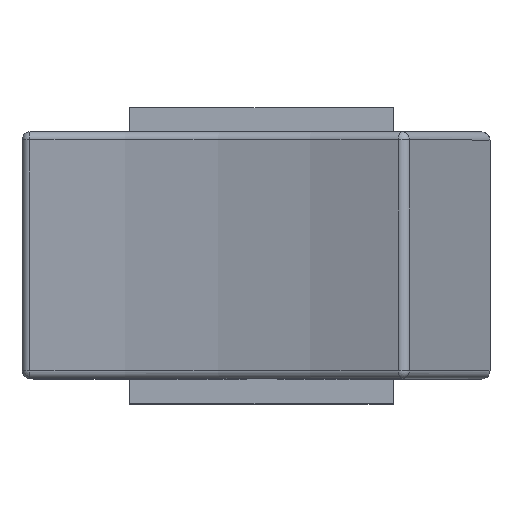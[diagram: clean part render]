
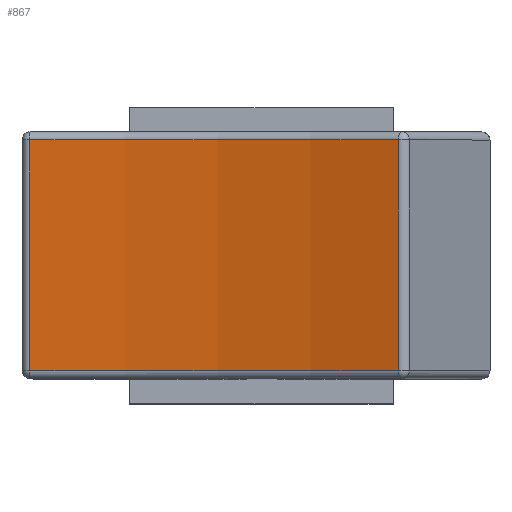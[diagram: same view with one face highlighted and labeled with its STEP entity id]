
A CAD part, top view. The second image highlights one B-rep face of the part: STEP entity #867.
In plain terms, the highlighted cylindrical face has radius 31.115 mm (diameter 62.23 mm), a partial arc.
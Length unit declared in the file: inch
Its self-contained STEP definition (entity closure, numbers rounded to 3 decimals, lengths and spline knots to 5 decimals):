
#315=CARTESIAN_POINT('',(0.16631,0.14016,0.75516));
#316=VERTEX_POINT('',#315);
#352=CARTESIAN_POINT('',(0.16631,-0.14016,0.75516));
#353=VERTEX_POINT('',#352);
#396=CARTESIAN_POINT('',(-0.28135,0.14016,0.65207));
#397=VERTEX_POINT('',#396);
#420=CARTESIAN_POINT('',(-0.28135,-0.14016,0.65207));
#421=VERTEX_POINT('',#420);
#488=CARTESIAN_POINT('',(-0.28135,-0.14016,0.65207));
#489=DIRECTION('',(0.0,1.0,0.0));
#490=VECTOR('',#489,0.28031);
#491=LINE('',#488,#490);
#492=EDGE_CURVE('',#421,#397,#491,.T.);
#510=CARTESIAN_POINT('',(-0.32753,-0.14016,1.8762));
#511=DIRECTION('',(0.0,1.0,0.0));
#512=DIRECTION('',(0.224,0.0,-0.974));
#513=AXIS2_PLACEMENT_3D('',#510,#511,#512);
#514=CIRCLE('',#513,1.22499);
#515=EDGE_CURVE('',#353,#421,#514,.T.);
#534=CARTESIAN_POINT('',(-0.32753,0.14016,1.8762));
#535=DIRECTION('',(0.0,-1.0,0.0));
#536=DIRECTION('',(0.224,0.0,-0.974));
#537=AXIS2_PLACEMENT_3D('',#534,#535,#536);
#538=CIRCLE('',#537,1.22499);
#539=EDGE_CURVE('',#397,#316,#538,.T.);
#597=CARTESIAN_POINT('',(0.16631,0.14016,0.75516));
#598=DIRECTION('',(0.0,-1.0,0.0));
#599=VECTOR('',#598,0.28031);
#600=LINE('',#597,#599);
#601=EDGE_CURVE('',#316,#353,#600,.T.);
#856=CARTESIAN_POINT('',(-0.32753,0.15417,1.8762));
#857=DIRECTION('',(0.0,-1.0,0.0));
#858=DIRECTION('',(-0.03,0.0,1.));
#859=AXIS2_PLACEMENT_3D('',#856,#857,#858);
#860=CYLINDRICAL_SURFACE('',#859,1.22499);
#861=ORIENTED_EDGE('',*,*,#492,.F.);
#862=ORIENTED_EDGE('',*,*,#515,.F.);
#863=ORIENTED_EDGE('',*,*,#601,.F.);
#864=ORIENTED_EDGE('',*,*,#539,.F.);
#865=EDGE_LOOP('',(#861,#862,#863,#864));
#866=FACE_OUTER_BOUND('',#865,.T.);
#867=ADVANCED_FACE('',(#866),#860,.F.);
